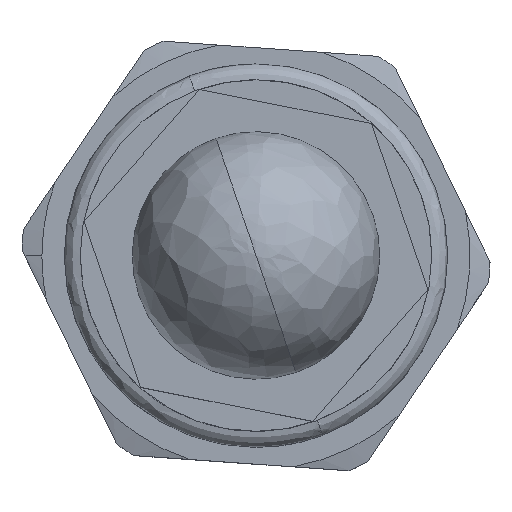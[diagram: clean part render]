
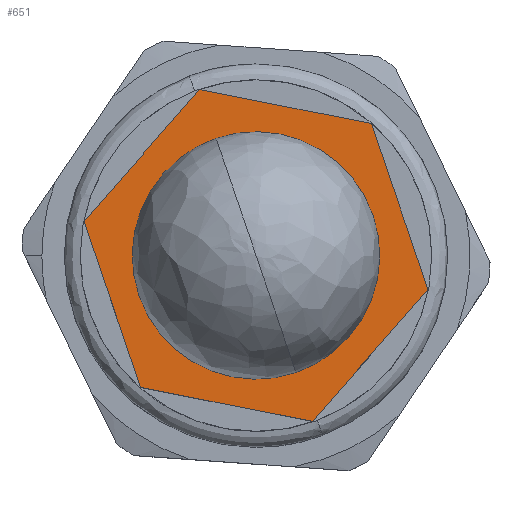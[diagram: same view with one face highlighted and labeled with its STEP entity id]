
A CAD part, top view. The second image highlights one B-rep face of the part: STEP entity #651.
In plain terms, the highlighted planar face has unit normal (0, 0, 1).
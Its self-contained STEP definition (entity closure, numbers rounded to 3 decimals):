
#31 = VERTEX_POINT ( 'NONE', #2399 ) ;
#95 = FACE_BOUND ( 'NONE', #2290, .T. ) ;
#139 = FACE_OUTER_BOUND ( 'NONE', #2591, .T. ) ;
#249 = PLANE ( 'NONE',  #2630 ) ;
#406 = ORIENTED_EDGE ( 'NONE', *, *, #1113, .F. ) ;
#412 = DIRECTION ( 'NONE',  ( -0.323, 0.947, 0. ) ) ;
#442 = AXIS2_PLACEMENT_3D ( 'NONE', #938, #2505, #731 ) ;
#451 = EDGE_CURVE ( 'NONE', #2146, #2584, #929, .T. ) ;
#464 = DIRECTION ( 'NONE',  ( 0., 0., -1. ) ) ;
#488 = CARTESIAN_POINT ( 'NONE',  ( -25.14, 37.955, -17.348 ) ) ;
#544 = CARTESIAN_POINT ( 'NONE',  ( -35.901, 40.081, -17.348 ) ) ;
#547 = CARTESIAN_POINT ( 'NONE',  ( -39.441, 50.464, -17.348 ) ) ;
#604 = EDGE_CURVE ( 'NONE', #1973, #2052, #1628, .T. ) ;
#651 = ADVANCED_FACE ( 'NONE', ( #95, #139 ), #249, .F. ) ;
#684 = VECTOR ( 'NONE', #1620, 1000. ) ;
#731 = DIRECTION ( 'NONE',  ( -1., 0., 0. ) ) ;
#740 = ORIENTED_EDGE ( 'NONE', *, *, #1497, .T. ) ;
#769 = CARTESIAN_POINT ( 'NONE',  ( -28.679, 48.338, -17.348 ) ) ;
#784 = EDGE_CURVE ( 'NONE', #2732, #2620, #1280, .T. ) ;
#804 = DIRECTION ( 'NONE',  ( -1., 0., 0. ) ) ;
#848 = ORIENTED_EDGE ( 'NONE', *, *, #451, .T. ) ;
#850 = VECTOR ( 'NONE', #2119, 1000. ) ;
#905 = CIRCLE ( 'NONE', #442, 7.745 ) ;
#929 = LINE ( 'NONE', #1979, #2939 ) ;
#938 = CARTESIAN_POINT ( 'NONE',  ( -35.901, 40.081, -17.348 ) ) ;
#939 = CARTESIAN_POINT ( 'NONE',  ( -46.663, 42.208, -17.348 ) ) ;
#943 = ORIENTED_EDGE ( 'NONE', *, *, #604, .T. ) ;
#974 = CARTESIAN_POINT ( 'NONE',  ( -25.14, 37.955, -17.348 ) ) ;
#991 = DIRECTION ( 'NONE',  ( 0., 0., 1. ) ) ;
#992 = LINE ( 'NONE', #1929, #1521 ) ;
#1046 = CARTESIAN_POINT ( 'NONE',  ( -28.679, 48.338, -17.348 ) ) ;
#1113 = EDGE_CURVE ( 'NONE', #1840, #31, #2764, .T. ) ;
#1234 = DIRECTION ( 'NONE',  ( 0.323, -0.947, 0. ) ) ;
#1280 = LINE ( 'NONE', #939, #684 ) ;
#1426 = EDGE_CURVE ( 'NONE', #2584, #1973, #2494, .T. ) ;
#1435 = LINE ( 'NONE', #547, #850 ) ;
#1472 = EDGE_CURVE ( 'NONE', #2620, #2146, #992, .T. ) ;
#1497 = EDGE_CURVE ( 'NONE', #2052, #2732, #1435, .T. ) ;
#1521 = VECTOR ( 'NONE', #1234, 1000. ) ;
#1579 = CARTESIAN_POINT ( 'NONE',  ( -46.313, 36.532, -17.348 ) ) ;
#1620 = DIRECTION ( 'NONE',  ( -0.658, -0.753, 0. ) ) ;
#1627 = CARTESIAN_POINT ( 'NONE',  ( -32.362, 29.698, -17.348 ) ) ;
#1628 = LINE ( 'NONE', #1046, #2534 ) ;
#1692 = CARTESIAN_POINT ( 'NONE',  ( -38.4, 47.412, -17.348 ) ) ;
#1814 = ORIENTED_EDGE ( 'NONE', *, *, #2568, .F. ) ;
#1821 = CARTESIAN_POINT ( 'NONE',  ( -39.441, 50.464, -17.348 ) ) ;
#1840 = VERTEX_POINT ( 'NONE', #1692 ) ;
#1929 = CARTESIAN_POINT ( 'NONE',  ( -43.124, 31.825, -17.348 ) ) ;
#1973 = VERTEX_POINT ( 'NONE', #488 ) ;
#1979 = CARTESIAN_POINT ( 'NONE',  ( -32.362, 29.698, -17.348 ) ) ;
#2008 = DIRECTION ( 'NONE',  ( -1., 0., 0. ) ) ;
#2018 = AXIS2_PLACEMENT_3D ( 'NONE', #544, #991, #804 ) ;
#2052 = VERTEX_POINT ( 'NONE', #769 ) ;
#2068 = ORIENTED_EDGE ( 'NONE', *, *, #784, .T. ) ;
#2079 = CARTESIAN_POINT ( 'NONE',  ( -46.663, 42.208, -17.348 ) ) ;
#2118 = VECTOR ( 'NONE', #2789, 1000. ) ;
#2119 = DIRECTION ( 'NONE',  ( -0.981, 0.194, 0. ) ) ;
#2146 = VERTEX_POINT ( 'NONE', #2593 ) ;
#2290 = EDGE_LOOP ( 'NONE', ( #406, #1814 ) ) ;
#2399 = CARTESIAN_POINT ( 'NONE',  ( -33.403, 32.751, -17.348 ) ) ;
#2494 = LINE ( 'NONE', #974, #2118 ) ;
#2505 = DIRECTION ( 'NONE',  ( 0., 0., 1. ) ) ;
#2534 = VECTOR ( 'NONE', #412, 1000. ) ;
#2568 = EDGE_CURVE ( 'NONE', #31, #1840, #905, .T. ) ;
#2584 = VERTEX_POINT ( 'NONE', #1627 ) ;
#2591 = EDGE_LOOP ( 'NONE', ( #740, #2068, #2734, #848, #2770, #943 ) ) ;
#2593 = CARTESIAN_POINT ( 'NONE',  ( -43.124, 31.825, -17.348 ) ) ;
#2620 = VERTEX_POINT ( 'NONE', #2079 ) ;
#2630 = AXIS2_PLACEMENT_3D ( 'NONE', #1579, #464, #2008 ) ;
#2661 = DIRECTION ( 'NONE',  ( 0.981, -0.194, 0. ) ) ;
#2732 = VERTEX_POINT ( 'NONE', #1821 ) ;
#2734 = ORIENTED_EDGE ( 'NONE', *, *, #1472, .T. ) ;
#2764 = CIRCLE ( 'NONE', #2018, 7.745 ) ;
#2770 = ORIENTED_EDGE ( 'NONE', *, *, #1426, .T. ) ;
#2789 = DIRECTION ( 'NONE',  ( 0.658, 0.753, 0. ) ) ;
#2939 = VECTOR ( 'NONE', #2661, 1000. ) ;
